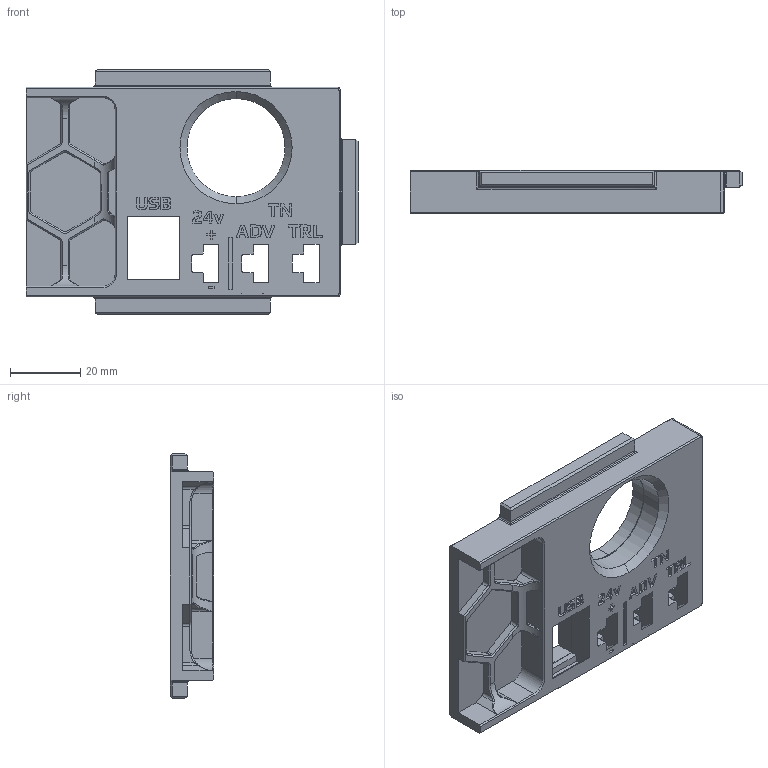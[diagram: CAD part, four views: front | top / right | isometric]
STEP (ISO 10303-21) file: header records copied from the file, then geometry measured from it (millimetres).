
FILE_DESCRIPTION (( 'STEP AP203' ), '1' );
FILE_NAME ('Box_Turtle_right_rear_skirt_USB.STEP', '2025-02-18T11:49:24', ( '' ), ( '' ), 'SwSTEP 2.0', 'SolidWorks 2025', '' );
FILE_SCHEMA (( 'CONFIG_CONTROL_DESIGN' ));
Length unit declared in the file: millimetre
Products named in the file (1): Box_Turtle_right_rear_skirt_USB
Bounding box: 94.7 x 12.4 x 69.8 mm (x, y, z)
Volume: 42800.3 mm3; surface area: 21683.3 mm2
Topology: 3 solids, 8 shells, 590 faces, 1522 edges, 977 vertices
Faces by surface type: plane 389, cylinder 94, bspline 70, cone 37
Entity records: 21667 total; most frequent: CARTESIAN_POINT 7655, ORIENTED_EDGE 3040, DIRECTION 2567, EDGE_CURVE 1520, VECTOR 1151, LINE 1151, VERTEX_POINT 977, AXIS2_PLACEMENT_3D 708
